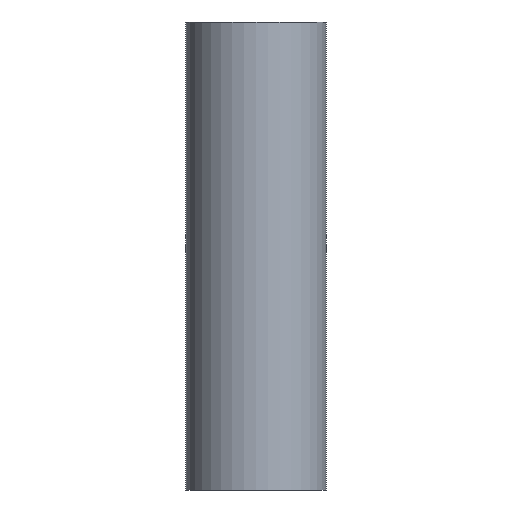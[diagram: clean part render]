
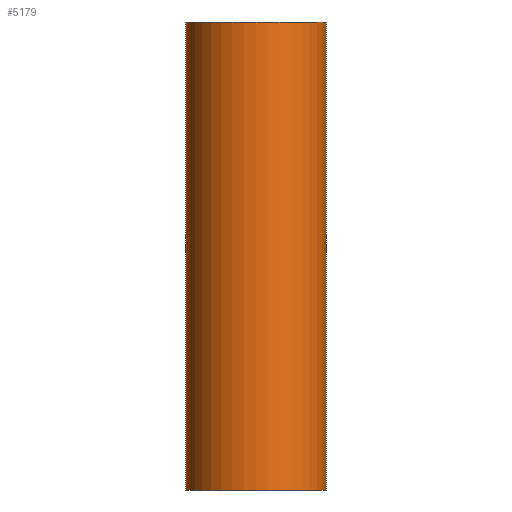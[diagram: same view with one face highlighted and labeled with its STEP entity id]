
A CAD part, front view. The second image highlights one B-rep face of the part: STEP entity #5179.
In plain terms, the highlighted cylindrical face has radius 15 mm (diameter 30 mm), a full revolution.
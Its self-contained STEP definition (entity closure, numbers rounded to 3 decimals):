
#73 = PLANE('',#74);
#74 = AXIS2_PLACEMENT_3D('',#75,#76,#77);
#75 = CARTESIAN_POINT('',(0.,0.,100.));
#76 = DIRECTION('',(0.,0.,1.));
#77 = DIRECTION('',(1.,0.,-0.));
#132 = PLANE('',#133);
#133 = AXIS2_PLACEMENT_3D('',#134,#135,#136);
#134 = CARTESIAN_POINT('',(0.,0.,0.));
#135 = DIRECTION('',(0.,0.,1.));
#136 = DIRECTION('',(1.,0.,-0.));
#5179 = ADVANCED_FACE('',(#5180),#5193,.T.);
#5180 = FACE_BOUND('',#5181,.T.);
#5181 = EDGE_LOOP('',(#5182,#5211,#5233,#5259));
#5182 = ORIENTED_EDGE('',*,*,#5183,.F.);
#5183 = EDGE_CURVE('',#5184,#5184,#5186,.T.);
#5184 = VERTEX_POINT('',#5185);
#5185 = CARTESIAN_POINT('',(15.,0.,100.));
#5186 = SURFACE_CURVE('',#5187,(#5192,#5204),.PCURVE_S1.);
#5187 = CIRCLE('',#5188,15.);
#5188 = AXIS2_PLACEMENT_3D('',#5189,#5190,#5191);
#5189 = CARTESIAN_POINT('',(0.,0.,100.)
  );
#5190 = DIRECTION('',(0.,0.,1.));
#5191 = DIRECTION('',(-1.,0.,0.));
#5192 = PCURVE('',#5193,#5198);
#5193 = CYLINDRICAL_SURFACE('',#5194,15.);
#5194 = AXIS2_PLACEMENT_3D('',#5195,#5196,#5197);
#5195 = CARTESIAN_POINT('',(0.,0.,0.));
#5196 = DIRECTION('',(0.,0.,1.));
#5197 = DIRECTION('',(-1.,0.,0.));
#5198 = DEFINITIONAL_REPRESENTATION('',(#5199),#5203);
#5199 = LINE('',#5200,#5201);
#5200 = CARTESIAN_POINT('',(0.,100.));
#5201 = VECTOR('',#5202,1.);
#5202 = DIRECTION('',(1.,0.));
#5203 = ( GEOMETRIC_REPRESENTATION_CONTEXT(2) 
PARAMETRIC_REPRESENTATION_CONTEXT() REPRESENTATION_CONTEXT('2D SPACE',''
  ) );
#5204 = PCURVE('',#73,#5205);
#5205 = DEFINITIONAL_REPRESENTATION('',(#5206),#5210);
#5206 = CIRCLE('',#5207,15.);
#5207 = AXIS2_PLACEMENT_2D('',#5208,#5209);
#5208 = CARTESIAN_POINT('',(0.,0.));
#5209 = DIRECTION('',(-1.,0.));
#5210 = ( GEOMETRIC_REPRESENTATION_CONTEXT(2) 
PARAMETRIC_REPRESENTATION_CONTEXT() REPRESENTATION_CONTEXT('2D SPACE',''
  ) );
#5211 = ORIENTED_EDGE('',*,*,#5212,.F.);
#5212 = EDGE_CURVE('',#5213,#5184,#5215,.T.);
#5213 = VERTEX_POINT('',#5214);
#5214 = CARTESIAN_POINT('',(15.,0.,0.));
#5215 = SEAM_CURVE('',#5216,(#5219,#5226),.PCURVE_S1.);
#5216 = B_SPLINE_CURVE_WITH_KNOTS('',1,(#5217,#5218),.UNSPECIFIED.,.F.,
  .F.,(2,2),(0.,100.),.PIECEWISE_BEZIER_KNOTS.);
#5217 = CARTESIAN_POINT('',(15.,0.,0.));
#5218 = CARTESIAN_POINT('',(15.,0.,100.));
#5219 = PCURVE('',#5193,#5220);
#5220 = DEFINITIONAL_REPRESENTATION('',(#5221),#5225);
#5221 = LINE('',#5222,#5223);
#5222 = CARTESIAN_POINT('',(3.142,0.));
#5223 = VECTOR('',#5224,1.);
#5224 = DIRECTION('',(0.,1.));
#5225 = ( GEOMETRIC_REPRESENTATION_CONTEXT(2) 
PARAMETRIC_REPRESENTATION_CONTEXT() REPRESENTATION_CONTEXT('2D SPACE',''
  ) );
#5226 = PCURVE('',#5193,#5227);
#5227 = DEFINITIONAL_REPRESENTATION('',(#5228),#5232);
#5228 = LINE('',#5229,#5230);
#5229 = CARTESIAN_POINT('',(9.425,0.));
#5230 = VECTOR('',#5231,1.);
#5231 = DIRECTION('',(0.,1.));
#5232 = ( GEOMETRIC_REPRESENTATION_CONTEXT(2) 
PARAMETRIC_REPRESENTATION_CONTEXT() REPRESENTATION_CONTEXT('2D SPACE',''
  ) );
#5233 = ORIENTED_EDGE('',*,*,#5234,.F.);
#5234 = EDGE_CURVE('',#5213,#5213,#5235,.T.);
#5235 = SURFACE_CURVE('',#5236,(#5241,#5248),.PCURVE_S1.);
#5236 = CIRCLE('',#5237,15.);
#5237 = AXIS2_PLACEMENT_3D('',#5238,#5239,#5240);
#5238 = CARTESIAN_POINT('',(0.,0.,0.));
#5239 = DIRECTION('',(0.,0.,-1.));
#5240 = DIRECTION('',(-1.,0.,0.));
#5241 = PCURVE('',#5193,#5242);
#5242 = DEFINITIONAL_REPRESENTATION('',(#5243),#5247);
#5243 = LINE('',#5244,#5245);
#5244 = CARTESIAN_POINT('',(12.566,0.));
#5245 = VECTOR('',#5246,1.);
#5246 = DIRECTION('',(-1.,0.));
#5247 = ( GEOMETRIC_REPRESENTATION_CONTEXT(2) 
PARAMETRIC_REPRESENTATION_CONTEXT() REPRESENTATION_CONTEXT('2D SPACE',''
  ) );
#5248 = PCURVE('',#132,#5249);
#5249 = DEFINITIONAL_REPRESENTATION('',(#5250),#5258);
#5250 = ( BOUNDED_CURVE() B_SPLINE_CURVE(2,(#5251,#5252,#5253,#5254,
#5255,#5256,#5257),.UNSPECIFIED.,.T.,.F.) B_SPLINE_CURVE_WITH_KNOTS((1,2
    ,2,2,2,1),(-2.094,0.,2.094,4.189,
6.283,8.378),.UNSPECIFIED.) CURVE() 
GEOMETRIC_REPRESENTATION_ITEM() RATIONAL_B_SPLINE_CURVE((1.,0.5,1.,0.5,
1.,0.5,1.)) REPRESENTATION_ITEM('') );
#5251 = CARTESIAN_POINT('',(-15.,0.));
#5252 = CARTESIAN_POINT('',(-15.,25.981));
#5253 = CARTESIAN_POINT('',(7.5,12.99));
#5254 = CARTESIAN_POINT('',(30.,0.));
#5255 = CARTESIAN_POINT('',(7.5,-12.99));
#5256 = CARTESIAN_POINT('',(-15.,-25.981));
#5257 = CARTESIAN_POINT('',(-15.,0.));
#5258 = ( GEOMETRIC_REPRESENTATION_CONTEXT(2) 
PARAMETRIC_REPRESENTATION_CONTEXT() REPRESENTATION_CONTEXT('2D SPACE',''
  ) );
#5259 = ORIENTED_EDGE('',*,*,#5212,.T.);
